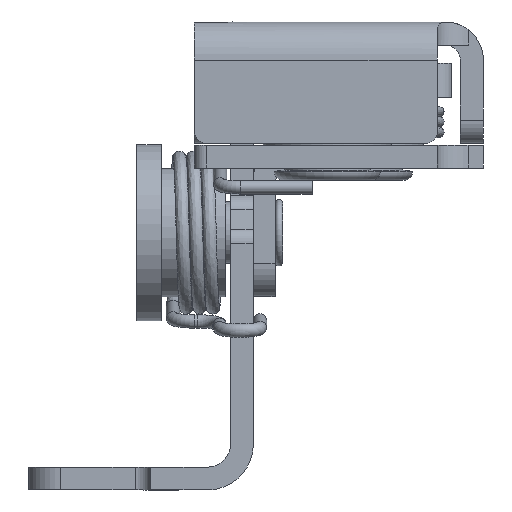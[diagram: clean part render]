
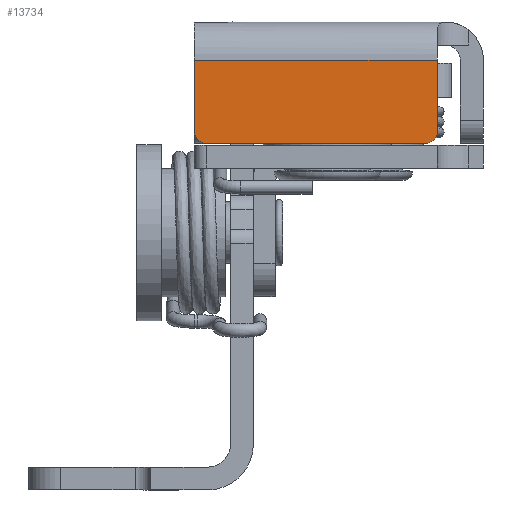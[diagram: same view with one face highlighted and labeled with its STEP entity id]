
A CAD part, left-side view. The second image highlights one B-rep face of the part: STEP entity #13734.
In plain terms, the highlighted planar face has unit normal (-1, 0, 0).
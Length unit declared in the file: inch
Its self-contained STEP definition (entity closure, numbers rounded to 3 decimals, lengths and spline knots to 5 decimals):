
#496=PLANE('',#14809);
#1511=FACE_OUTER_BOUND('',#2255,.T.);
#2255=EDGE_LOOP('',(#12113,#12114,#12115,#12116,#12117,#12118));
#2720=CIRCLE('',#14807,0.045);
#2721=CIRCLE('',#14810,0.045);
#3931=LINE('',#26526,#5162);
#3934=LINE('',#26532,#5165);
#3935=LINE('',#26534,#5166);
#3936=LINE('',#26536,#5167);
#5162=VECTOR('',#18103,0.3937);
#5165=VECTOR('',#18108,0.3937);
#5166=VECTOR('',#18109,0.3937);
#5167=VECTOR('',#18110,0.3937);
#6451=VERTEX_POINT('',#26519);
#6452=VERTEX_POINT('',#26521);
#6453=VERTEX_POINT('',#26525);
#6455=VERTEX_POINT('',#26531);
#6456=VERTEX_POINT('',#26533);
#6457=VERTEX_POINT('',#26535);
#8352=EDGE_CURVE('',#6451,#6452,#2720,.T.);
#8354=EDGE_CURVE('',#6453,#6452,#3931,.T.);
#8357=EDGE_CURVE('',#6455,#6451,#3934,.T.);
#8358=EDGE_CURVE('',#6456,#6455,#3935,.T.);
#8359=EDGE_CURVE('',#6456,#6457,#3936,.T.);
#8360=EDGE_CURVE('',#6453,#6457,#2721,.T.);
#12113=ORIENTED_EDGE('',*,*,#8352,.F.);
#12114=ORIENTED_EDGE('',*,*,#8357,.F.);
#12115=ORIENTED_EDGE('',*,*,#8358,.F.);
#12116=ORIENTED_EDGE('',*,*,#8359,.T.);
#12117=ORIENTED_EDGE('',*,*,#8360,.F.);
#12118=ORIENTED_EDGE('',*,*,#8354,.T.);
#13734=ADVANCED_FACE('',(#1511),#496,.T.);
#14807=AXIS2_PLACEMENT_3D('',#26522,#18098,#18099);
#14809=AXIS2_PLACEMENT_3D('',#26530,#18106,#18107);
#14810=AXIS2_PLACEMENT_3D('',#26537,#18111,#18112);
#18098=DIRECTION('center_axis',(1.,0.,0.));
#18099=DIRECTION('ref_axis',(0.,-0.707,-0.707));
#18103=DIRECTION('',(0.,-1.,0.));
#18106=DIRECTION('center_axis',(-1.,0.,0.));
#18107=DIRECTION('ref_axis',(0.,0.,1.));
#18108=DIRECTION('',(0.,0.,-1.));
#18109=DIRECTION('',(0.,-1.,0.));
#18110=DIRECTION('',(0.,0.,-1.));
#18111=DIRECTION('center_axis',(1.,0.,0.));
#18112=DIRECTION('ref_axis',(0.,0.707,-0.707));
#26519=CARTESIAN_POINT('',(-1.202,-0.4274,-0.4272));
#26521=CARTESIAN_POINT('',(-1.202,-0.3824,-0.4722));
#26522=CARTESIAN_POINT('Origin',(-1.202,-0.3824,-0.4272));
#26525=CARTESIAN_POINT('',(-1.202,0.4727,-0.4722));
#26526=CARTESIAN_POINT('',(-1.202,-0.4274,-0.4722));
#26530=CARTESIAN_POINT('Origin',(-1.202,0.5177,0.));
#26531=CARTESIAN_POINT('',(-1.202,-0.4274,-0.149));
#26532=CARTESIAN_POINT('',(-1.202,-0.4274,0.));
#26533=CARTESIAN_POINT('',(-1.202,0.5177,-0.149));
#26534=CARTESIAN_POINT('',(-1.202,0.22454,-0.149));
#26535=CARTESIAN_POINT('',(-1.202,0.5177,-0.4272));
#26536=CARTESIAN_POINT('',(-1.202,0.5177,0.));
#26537=CARTESIAN_POINT('Origin',(-1.202,0.4727,-0.4272));
